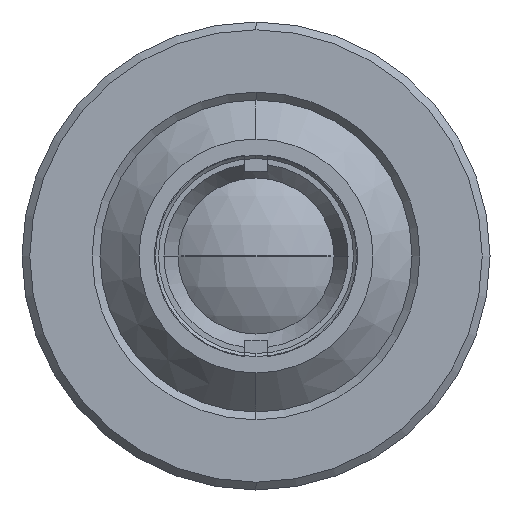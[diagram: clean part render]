
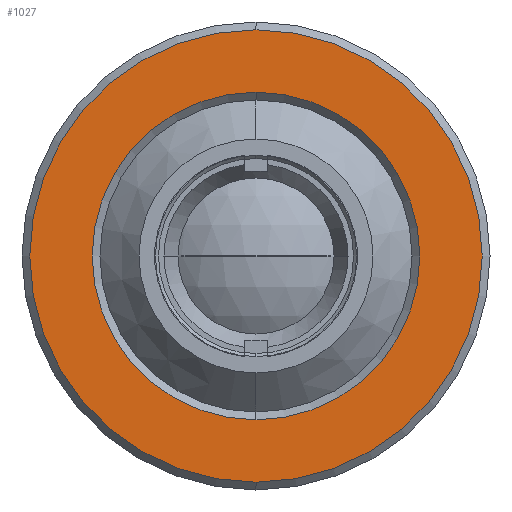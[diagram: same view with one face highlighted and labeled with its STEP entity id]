
A CAD part, left-side view. The second image highlights one B-rep face of the part: STEP entity #1027.
In plain terms, the highlighted planar face has unit normal (-1, 0, 0).
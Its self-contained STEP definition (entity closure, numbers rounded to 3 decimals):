
#5 = DIRECTION ( 'NONE',  ( 1., 0., 0. ) ) ;
#46 = AXIS2_PLACEMENT_3D ( 'NONE', #415, #5, #594 ) ;
#153 = CARTESIAN_POINT ( 'NONE',  ( 133.044, 0., 10.5 ) ) ;
#168 = PLANE ( 'NONE',  #454 ) ;
#185 = DIRECTION ( 'NONE',  ( 1., 0., 0. ) ) ;
#305 = CARTESIAN_POINT ( 'NONE',  ( 133.044, 0., -10.5 ) ) ;
#313 = DIRECTION ( 'NONE',  ( -1., 0., 0. ) ) ;
#317 = ORIENTED_EDGE ( 'NONE', *, *, #1921, .T. ) ;
#323 = AXIS2_PLACEMENT_3D ( 'NONE', #1101, #185, #634 ) ;
#330 = VERTEX_POINT ( 'NONE', #305 ) ;
#336 = VERTEX_POINT ( 'NONE', #153 ) ;
#399 = CIRCLE ( 'NONE', #1785, 14.5 ) ;
#415 = CARTESIAN_POINT ( 'NONE',  ( 133.044, 0., 0. ) ) ;
#420 = EDGE_CURVE ( 'NONE', #491, #506, #1097, .T. ) ;
#454 = AXIS2_PLACEMENT_3D ( 'NONE', #1424, #1721, #1878 ) ;
#472 = EDGE_CURVE ( 'NONE', #330, #336, #1470, .T. ) ;
#491 = VERTEX_POINT ( 'NONE', #1546 ) ;
#506 = VERTEX_POINT ( 'NONE', #1882 ) ;
#594 = DIRECTION ( 'NONE',  ( 0., 0., -1. ) ) ;
#631 = FACE_BOUND ( 'NONE', #1683, .T. ) ;
#634 = DIRECTION ( 'NONE',  ( 0., 0., -1. ) ) ;
#751 = CIRCLE ( 'NONE', #46, 10.5 ) ;
#991 = EDGE_CURVE ( 'NONE', #336, #330, #751, .T. ) ;
#1027 = ADVANCED_FACE ( 'NONE', ( #631, #1089 ), #168, .F. ) ;
#1077 = ORIENTED_EDGE ( 'NONE', *, *, #991, .T. ) ;
#1089 = FACE_OUTER_BOUND ( 'NONE', #1504, .T. ) ;
#1097 = CIRCLE ( 'NONE', #1895, 14.5 ) ;
#1101 = CARTESIAN_POINT ( 'NONE',  ( 133.044, 0., 0. ) ) ;
#1166 = CARTESIAN_POINT ( 'NONE',  ( 133.044, 0., 0. ) ) ;
#1231 = CARTESIAN_POINT ( 'NONE',  ( 133.044, 0., 0. ) ) ;
#1308 = DIRECTION ( 'NONE',  ( 0., 0., -1. ) ) ;
#1424 = CARTESIAN_POINT ( 'NONE',  ( 133.044, 11., 0. ) ) ;
#1442 = ORIENTED_EDGE ( 'NONE', *, *, #420, .T. ) ;
#1470 = CIRCLE ( 'NONE', #323, 10.5 ) ;
#1504 = EDGE_LOOP ( 'NONE', ( #1442, #317 ) ) ;
#1546 = CARTESIAN_POINT ( 'NONE',  ( 133.044, 0., -14.5 ) ) ;
#1683 = EDGE_LOOP ( 'NONE', ( #1077, #1755 ) ) ;
#1721 = DIRECTION ( 'NONE',  ( 1., 0., 0. ) ) ;
#1755 = ORIENTED_EDGE ( 'NONE', *, *, #472, .T. ) ;
#1785 = AXIS2_PLACEMENT_3D ( 'NONE', #1166, #1786, #1308 ) ;
#1786 = DIRECTION ( 'NONE',  ( -1., 0., 0. ) ) ;
#1845 = DIRECTION ( 'NONE',  ( 0., 0., -1. ) ) ;
#1878 = DIRECTION ( 'NONE',  ( 0., 0., -1. ) ) ;
#1882 = CARTESIAN_POINT ( 'NONE',  ( 133.044, 0., 14.5 ) ) ;
#1895 = AXIS2_PLACEMENT_3D ( 'NONE', #1231, #313, #1845 ) ;
#1921 = EDGE_CURVE ( 'NONE', #506, #491, #399, .T. ) ;
